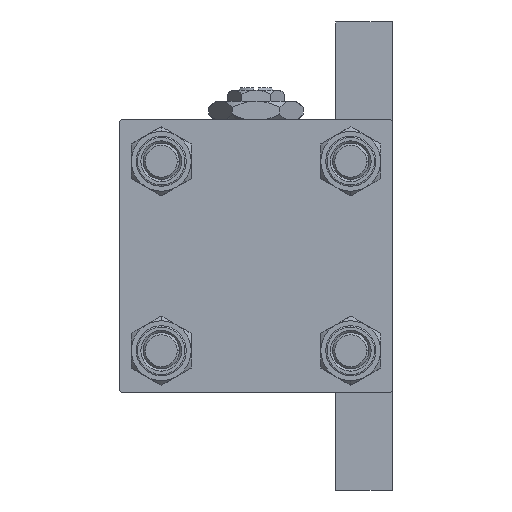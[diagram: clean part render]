
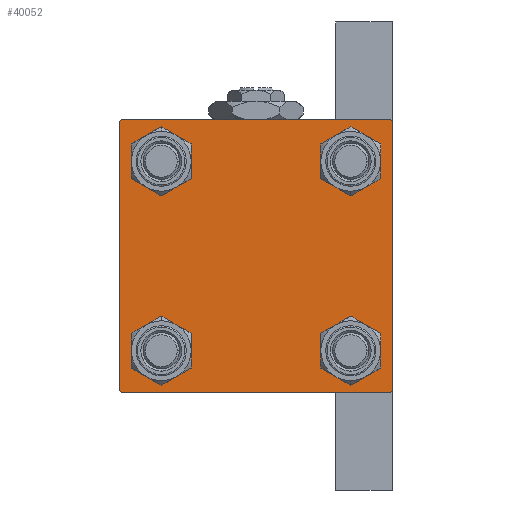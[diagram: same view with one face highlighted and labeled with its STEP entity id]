
A CAD part, left-side view. The second image highlights one B-rep face of the part: STEP entity #40052.
In plain terms, the highlighted planar face has unit normal (-1, 0, 0).
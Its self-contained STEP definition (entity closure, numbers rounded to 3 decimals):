
#1466 = DIRECTION ( 'NONE',  ( 0., 0., 1. ) ) ;
#1627 = CARTESIAN_POINT ( 'NONE',  ( 0., -29.5, -30. ) ) ;
#2393 = VERTEX_POINT ( 'NONE', #40920 ) ;
#3264 = CIRCLE ( 'NONE', #23881, 4.5 ) ;
#3532 = AXIS2_PLACEMENT_3D ( 'NONE', #18926, #18406, #34581 ) ;
#3948 = EDGE_LOOP ( 'NONE', ( #19553, #43107, #47218, #31188, #42019, #30993, #37883, #9512 ) ) ;
#4324 = AXIS2_PLACEMENT_3D ( 'NONE', #11617, #40945, #31797 ) ;
#4331 = VERTEX_POINT ( 'NONE', #35216 ) ;
#5158 = CARTESIAN_POINT ( 'NONE',  ( 0., -29.75, 29.75 ) ) ;
#5570 = CARTESIAN_POINT ( 'NONE',  ( 0., 30., -29.5 ) ) ;
#5789 = DIRECTION ( 'NONE',  ( 0., -0.707, -0.707 ) ) ;
#6224 = EDGE_CURVE ( 'NONE', #4331, #45952, #8637, .T. ) ;
#6532 = CIRCLE ( 'NONE', #29874, 4.5 ) ;
#6725 = EDGE_CURVE ( 'NONE', #32265, #16290, #48166, .T. ) ;
#7058 = VECTOR ( 'NONE', #5789, 1000. ) ;
#7100 = FACE_BOUND ( 'NONE', #41679, .T. ) ;
#7173 = EDGE_LOOP ( 'NONE', ( #40519, #32866 ) ) ;
#7407 = EDGE_CURVE ( 'NONE', #7706, #24347, #23785, .T. ) ;
#7706 = VERTEX_POINT ( 'NONE', #52746 ) ;
#8294 = CARTESIAN_POINT ( 'NONE',  ( 0., -20.85, 25.35 ) ) ;
#8340 = CIRCLE ( 'NONE', #40098, 4.5 ) ;
#8637 = CIRCLE ( 'NONE', #21492, 4.5 ) ;
#9512 = ORIENTED_EDGE ( 'NONE', *, *, #41046, .T. ) ;
#10093 = FACE_BOUND ( 'NONE', #26345, .T. ) ;
#10177 = CARTESIAN_POINT ( 'NONE',  ( 0., -20.85, -20.85 ) ) ;
#10372 = DIRECTION ( 'NONE',  ( 0., -1., 0. ) ) ;
#10875 = PLANE ( 'NONE',  #3532 ) ;
#11617 = CARTESIAN_POINT ( 'NONE',  ( 0., 20.85, -20.85 ) ) ;
#11696 = LINE ( 'NONE', #45089, #43181 ) ;
#12128 = EDGE_CURVE ( 'NONE', #32853, #37260, #8340, .T. ) ;
#12631 = DIRECTION ( 'NONE',  ( 0., 0., 1. ) ) ;
#12913 = EDGE_CURVE ( 'NONE', #35117, #17064, #34392, .T. ) ;
#13188 = ORIENTED_EDGE ( 'NONE', *, *, #12128, .T. ) ;
#13290 = DIRECTION ( 'NONE',  ( 0., 0., -1. ) ) ;
#13499 = DIRECTION ( 'NONE',  ( 0., 0.707, 0.707 ) ) ;
#13827 = EDGE_CURVE ( 'NONE', #45952, #4331, #6532, .T. ) ;
#14711 = DIRECTION ( 'NONE',  ( 0., 0., 1. ) ) ;
#16290 = VERTEX_POINT ( 'NONE', #18158 ) ;
#16657 = CARTESIAN_POINT ( 'NONE',  ( 0., -20.85, -20.85 ) ) ;
#17064 = VERTEX_POINT ( 'NONE', #1627 ) ;
#18158 = CARTESIAN_POINT ( 'NONE',  ( 0., 20.85, -25.35 ) ) ;
#18229 = DIRECTION ( 'NONE',  ( 0., 0., 1. ) ) ;
#18406 = DIRECTION ( 'NONE',  ( -1., 0., 0. ) ) ;
#18740 = EDGE_CURVE ( 'NONE', #22193, #38274, #45453, .T. ) ;
#18891 = CARTESIAN_POINT ( 'NONE',  ( 0., 20.85, 20.85 ) ) ;
#18926 = CARTESIAN_POINT ( 'NONE',  ( 0., 0., 0. ) ) ;
#19268 = CARTESIAN_POINT ( 'NONE',  ( 0., 29.5, -30. ) ) ;
#19553 = ORIENTED_EDGE ( 'NONE', *, *, #7407, .T. ) ;
#20991 = EDGE_LOOP ( 'NONE', ( #13188, #48099 ) ) ;
#21492 = AXIS2_PLACEMENT_3D ( 'NONE', #10177, #30880, #18229 ) ;
#21669 = CARTESIAN_POINT ( 'NONE',  ( 0., 29.75, -29.75 ) ) ;
#22193 = VERTEX_POINT ( 'NONE', #33498 ) ;
#22459 = VECTOR ( 'NONE', #31846, 1000. ) ;
#22609 = VECTOR ( 'NONE', #13499, 1000. ) ;
#22703 = FACE_OUTER_BOUND ( 'NONE', #3948, .T. ) ;
#22779 = CARTESIAN_POINT ( 'NONE',  ( 0., -20.85, 20.85 ) ) ;
#22887 = VECTOR ( 'NONE', #26556, 1000. ) ;
#23785 = LINE ( 'NONE', #50172, #40467 ) ;
#23881 = AXIS2_PLACEMENT_3D ( 'NONE', #41856, #51253, #1466 ) ;
#24347 = VERTEX_POINT ( 'NONE', #5570 ) ;
#25114 = CARTESIAN_POINT ( 'NONE',  ( 0., -30., 30. ) ) ;
#26345 = EDGE_LOOP ( 'NONE', ( #33368, #32949 ) ) ;
#26556 = DIRECTION ( 'NONE',  ( 0., -1., 0. ) ) ;
#27713 = CARTESIAN_POINT ( 'NONE',  ( 0., 20.85, -20.85 ) ) ;
#28012 = ORIENTED_EDGE ( 'NONE', *, *, #18740, .T. ) ;
#28105 = DIRECTION ( 'NONE',  ( 0., -0.707, 0.707 ) ) ;
#29424 = CARTESIAN_POINT ( 'NONE',  ( 0., 20.85, -16.35 ) ) ;
#29592 = VECTOR ( 'NONE', #46664, 1000. ) ;
#29697 = LINE ( 'NONE', #25114, #29592 ) ;
#29762 = CARTESIAN_POINT ( 'NONE',  ( 0., -20.85, -16.35 ) ) ;
#29874 = AXIS2_PLACEMENT_3D ( 'NONE', #16657, #33077, #12631 ) ;
#30880 = DIRECTION ( 'NONE',  ( 1., 0., 0. ) ) ;
#30993 = ORIENTED_EDGE ( 'NONE', *, *, #48463, .T. ) ;
#31071 = CARTESIAN_POINT ( 'NONE',  ( 0., 30., 30. ) ) ;
#31188 = ORIENTED_EDGE ( 'NONE', *, *, #47259, .T. ) ;
#31400 = DIRECTION ( 'NONE',  ( 1., 0., 0. ) ) ;
#31551 = DIRECTION ( 'NONE',  ( 1., 0., 0. ) ) ;
#31797 = DIRECTION ( 'NONE',  ( 0., 0., 1. ) ) ;
#31846 = DIRECTION ( 'NONE',  ( 0., 0.707, -0.707 ) ) ;
#32265 = VERTEX_POINT ( 'NONE', #29424 ) ;
#32613 = CARTESIAN_POINT ( 'NONE',  ( 0., -30., 29.5 ) ) ;
#32627 = CIRCLE ( 'NONE', #42085, 4.5 ) ;
#32853 = VERTEX_POINT ( 'NONE', #8294 ) ;
#32866 = ORIENTED_EDGE ( 'NONE', *, *, #47796, .T. ) ;
#32949 = ORIENTED_EDGE ( 'NONE', *, *, #6224, .T. ) ;
#33077 = DIRECTION ( 'NONE',  ( 1., 0., 0. ) ) ;
#33368 = ORIENTED_EDGE ( 'NONE', *, *, #13827, .T. ) ;
#33498 = CARTESIAN_POINT ( 'NONE',  ( 0., 20.85, 16.35 ) ) ;
#33756 = CARTESIAN_POINT ( 'NONE',  ( 0., 20.85, 20.85 ) ) ;
#34246 = AXIS2_PLACEMENT_3D ( 'NONE', #18891, #31551, #44482 ) ;
#34274 = EDGE_CURVE ( 'NONE', #37260, #32853, #3264, .T. ) ;
#34392 = LINE ( 'NONE', #42996, #22887 ) ;
#34581 = DIRECTION ( 'NONE',  ( 0., 0., 1. ) ) ;
#35117 = VERTEX_POINT ( 'NONE', #19268 ) ;
#35216 = CARTESIAN_POINT ( 'NONE',  ( 0., -20.85, -25.35 ) ) ;
#36383 = CIRCLE ( 'NONE', #44106, 4.5 ) ;
#36898 = CARTESIAN_POINT ( 'NONE',  ( 0., -29.5, 30. ) ) ;
#37260 = VERTEX_POINT ( 'NONE', #47588 ) ;
#37657 = EDGE_CURVE ( 'NONE', #38274, #22193, #32627, .T. ) ;
#37883 = ORIENTED_EDGE ( 'NONE', *, *, #46090, .F. ) ;
#38274 = VERTEX_POINT ( 'NONE', #40093 ) ;
#38860 = FACE_BOUND ( 'NONE', #7173, .T. ) ;
#40052 = ADVANCED_FACE ( 'NONE', ( #46974, #10093, #38860, #7100, #22703 ), #10875, .T. ) ;
#40093 = CARTESIAN_POINT ( 'NONE',  ( 0., 20.85, 25.35 ) ) ;
#40098 = AXIS2_PLACEMENT_3D ( 'NONE', #22779, #31400, #14711 ) ;
#40467 = VECTOR ( 'NONE', #13290, 1000. ) ;
#40503 = VERTEX_POINT ( 'NONE', #36898 ) ;
#40519 = ORIENTED_EDGE ( 'NONE', *, *, #6725, .T. ) ;
#40606 = VERTEX_POINT ( 'NONE', #45272 ) ;
#40899 = DIRECTION ( 'NONE',  ( 0., 0., 1. ) ) ;
#40920 = CARTESIAN_POINT ( 'NONE',  ( 0., 29.5, 30. ) ) ;
#40945 = DIRECTION ( 'NONE',  ( 1., 0., 0. ) ) ;
#41046 = EDGE_CURVE ( 'NONE', #2393, #7706, #49094, .T. ) ;
#41679 = EDGE_LOOP ( 'NONE', ( #52768, #28012 ) ) ;
#41856 = CARTESIAN_POINT ( 'NONE',  ( 0., -20.85, 20.85 ) ) ;
#42019 = ORIENTED_EDGE ( 'NONE', *, *, #49791, .F. ) ;
#42085 = AXIS2_PLACEMENT_3D ( 'NONE', #33756, #46154, #50181 ) ;
#42405 = LINE ( 'NONE', #21669, #7058 ) ;
#42924 = EDGE_CURVE ( 'NONE', #24347, #35117, #42405, .T. ) ;
#42996 = CARTESIAN_POINT ( 'NONE',  ( 0., 30., -30. ) ) ;
#43107 = ORIENTED_EDGE ( 'NONE', *, *, #42924, .T. ) ;
#43181 = VECTOR ( 'NONE', #28105, 1000. ) ;
#43450 = VERTEX_POINT ( 'NONE', #32613 ) ;
#44106 = AXIS2_PLACEMENT_3D ( 'NONE', #27713, #44145, #40899 ) ;
#44145 = DIRECTION ( 'NONE',  ( 1., 0., 0. ) ) ;
#44235 = CARTESIAN_POINT ( 'NONE',  ( 0., 29.75, 29.75 ) ) ;
#44482 = DIRECTION ( 'NONE',  ( 0., 0., 1. ) ) ;
#45089 = CARTESIAN_POINT ( 'NONE',  ( 0., -29.75, -29.75 ) ) ;
#45272 = CARTESIAN_POINT ( 'NONE',  ( 0., -30., -29.5 ) ) ;
#45453 = CIRCLE ( 'NONE', #34246, 4.5 ) ;
#45952 = VERTEX_POINT ( 'NONE', #29762 ) ;
#46090 = EDGE_CURVE ( 'NONE', #2393, #40503, #47249, .T. ) ;
#46154 = DIRECTION ( 'NONE',  ( 1., 0., 0. ) ) ;
#46664 = DIRECTION ( 'NONE',  ( 0., 0., -1. ) ) ;
#46974 = FACE_BOUND ( 'NONE', #20991, .T. ) ;
#47218 = ORIENTED_EDGE ( 'NONE', *, *, #12913, .T. ) ;
#47249 = LINE ( 'NONE', #31071, #52608 ) ;
#47259 = EDGE_CURVE ( 'NONE', #17064, #40606, #11696, .T. ) ;
#47588 = CARTESIAN_POINT ( 'NONE',  ( 0., -20.85, 16.35 ) ) ;
#47796 = EDGE_CURVE ( 'NONE', #16290, #32265, #36383, .T. ) ;
#48099 = ORIENTED_EDGE ( 'NONE', *, *, #34274, .T. ) ;
#48166 = CIRCLE ( 'NONE', #4324, 4.5 ) ;
#48463 = EDGE_CURVE ( 'NONE', #43450, #40503, #50910, .T. ) ;
#49094 = LINE ( 'NONE', #44235, #22459 ) ;
#49791 = EDGE_CURVE ( 'NONE', #43450, #40606, #29697, .T. ) ;
#50172 = CARTESIAN_POINT ( 'NONE',  ( 0., 30., 30. ) ) ;
#50181 = DIRECTION ( 'NONE',  ( 0., 0., 1. ) ) ;
#50910 = LINE ( 'NONE', #5158, #22609 ) ;
#51253 = DIRECTION ( 'NONE',  ( 1., 0., 0. ) ) ;
#52608 = VECTOR ( 'NONE', #10372, 1000. ) ;
#52746 = CARTESIAN_POINT ( 'NONE',  ( 0., 30., 29.5 ) ) ;
#52768 = ORIENTED_EDGE ( 'NONE', *, *, #37657, .T. ) ;
